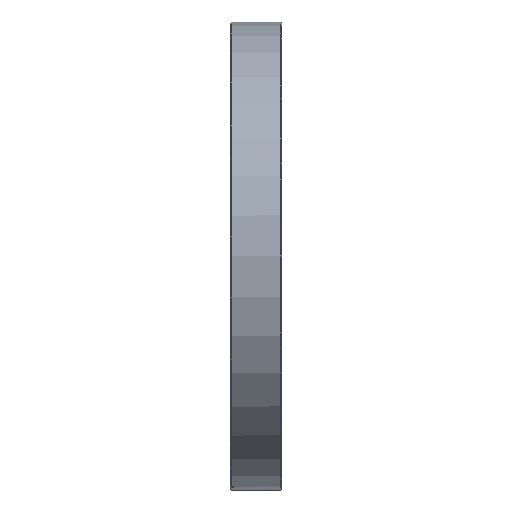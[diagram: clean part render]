
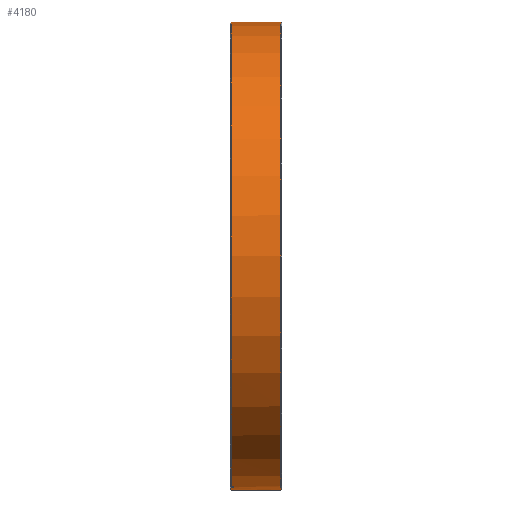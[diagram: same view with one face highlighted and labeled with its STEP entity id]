
A CAD part, left-side view. The second image highlights one B-rep face of the part: STEP entity #4180.
In plain terms, the highlighted cylindrical face has radius 101.2 mm (diameter 202.4 mm), a partial arc.
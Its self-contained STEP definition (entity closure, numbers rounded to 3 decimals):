
#66 = CARTESIAN_POINT ( 'NONE',  ( 0., -15.022, 0. ) ) ;
#83 = DIRECTION ( 'NONE',  ( 0., 0., -1. ) ) ;
#121 = DIRECTION ( 'NONE',  ( 0., -1., 0. ) ) ;
#251 = CYLINDRICAL_SURFACE ( 'NONE', #2507, 101.2 ) ;
#292 = VECTOR ( 'NONE', #1867, 1000. ) ;
#313 = EDGE_LOOP ( 'NONE', ( #2129, #2294, #3282, #1072, #2573, #1570, #2422, #393 ) ) ;
#326 = LINE ( 'NONE', #3122, #3257 ) ;
#393 = ORIENTED_EDGE ( 'NONE', *, *, #829, .T. ) ;
#568 = LINE ( 'NONE', #2486, #2135 ) ;
#600 = EDGE_CURVE ( 'NONE', #3940, #3296, #3392, .T. ) ;
#715 = CARTESIAN_POINT ( 'NONE',  ( 0., 21.9, 101.2 ) ) ;
#751 = DIRECTION ( 'NONE',  ( 0., -1., 0. ) ) ;
#807 = EDGE_CURVE ( 'NONE', #3296, #2252, #2912, .T. ) ;
#829 = EDGE_CURVE ( 'NONE', #2360, #2769, #3544, .T. ) ;
#878 = VECTOR ( 'NONE', #751, 1000. ) ;
#1072 = ORIENTED_EDGE ( 'NONE', *, *, #2904, .F. ) ;
#1475 = CARTESIAN_POINT ( 'NONE',  ( -14.348, 21., -100.178 ) ) ;
#1570 = ORIENTED_EDGE ( 'NONE', *, *, #3333, .T. ) ;
#1574 = DIRECTION ( 'NONE',  ( 0., 0., 1. ) ) ;
#1579 = DIRECTION ( 'NONE',  ( 0., 0., -1. ) ) ;
#1611 = VERTEX_POINT ( 'NONE', #3514 ) ;
#1614 = DIRECTION ( 'NONE',  ( 0., 1., 0. ) ) ;
#1681 = AXIS2_PLACEMENT_3D ( 'NONE', #2934, #2247, #1579 ) ;
#1852 = DIRECTION ( 'NONE',  ( 0., 0., -1. ) ) ;
#1856 = DIRECTION ( 'NONE',  ( 0., -1., 0. ) ) ;
#1860 = CARTESIAN_POINT ( 'NONE',  ( 0., 21.9, 0. ) ) ;
#1867 = DIRECTION ( 'NONE',  ( 0., -1., 0. ) ) ;
#1876 = CARTESIAN_POINT ( 'NONE',  ( 0., -15.022, 101.2 ) ) ;
#2001 = CARTESIAN_POINT ( 'NONE',  ( -17.311, 21.9, -99.708 ) ) ;
#2129 = ORIENTED_EDGE ( 'NONE', *, *, #3340, .F. ) ;
#2135 = VECTOR ( 'NONE', #2492, 1000. ) ;
#2247 = DIRECTION ( 'NONE',  ( 0., -1., 0. ) ) ;
#2252 = VERTEX_POINT ( 'NONE', #4028 ) ;
#2294 = ORIENTED_EDGE ( 'NONE', *, *, #600, .T. ) ;
#2360 = VERTEX_POINT ( 'NONE', #3740 ) ;
#2422 = ORIENTED_EDGE ( 'NONE', *, *, #3053, .T. ) ;
#2486 = CARTESIAN_POINT ( 'NONE',  ( 0., -15.022, -101.2 ) ) ;
#2492 = DIRECTION ( 'NONE',  ( 0., -1., 0. ) ) ;
#2507 = AXIS2_PLACEMENT_3D ( 'NONE', #66, #121, #83 ) ;
#2573 = ORIENTED_EDGE ( 'NONE', *, *, #2702, .T. ) ;
#2603 = VERTEX_POINT ( 'NONE', #3299 ) ;
#2663 = AXIS2_PLACEMENT_3D ( 'NONE', #4097, #1614, #1574 ) ;
#2702 = EDGE_CURVE ( 'NONE', #3560, #1611, #326, .T. ) ;
#2732 = DIRECTION ( 'NONE',  ( 0., 0., 1. ) ) ;
#2735 = LINE ( 'NONE', #1876, #292 ) ;
#2736 = DIRECTION ( 'NONE',  ( 0., 1., 0. ) ) ;
#2737 = CARTESIAN_POINT ( 'NONE',  ( 0., 21., 0. ) ) ;
#2769 = VERTEX_POINT ( 'NONE', #2994 ) ;
#2839 = CARTESIAN_POINT ( 'NONE',  ( -17.311, -15.022, -99.708 ) ) ;
#2904 = EDGE_CURVE ( 'NONE', #3560, #2252, #3583, .T. ) ;
#2912 = LINE ( 'NONE', #2839, #878 ) ;
#2934 = CARTESIAN_POINT ( 'NONE',  ( 0., 21.9, 0. ) ) ;
#2994 = CARTESIAN_POINT ( 'NONE',  ( 0., 0.4, 101.2 ) ) ;
#3053 = EDGE_CURVE ( 'NONE', #2603, #2360, #568, .T. ) ;
#3119 = DIRECTION ( 'NONE',  ( 0., 1., 0. ) ) ;
#3122 = CARTESIAN_POINT ( 'NONE',  ( -14.348, -15.022, -100.178 ) ) ;
#3257 = VECTOR ( 'NONE', #3119, 1000. ) ;
#3282 = ORIENTED_EDGE ( 'NONE', *, *, #807, .T. ) ;
#3296 = VERTEX_POINT ( 'NONE', #2001 ) ;
#3299 = CARTESIAN_POINT ( 'NONE',  ( 0., 21.9, -101.2 ) ) ;
#3333 = EDGE_CURVE ( 'NONE', #1611, #2603, #3976, .T. ) ;
#3340 = EDGE_CURVE ( 'NONE', #3940, #2769, #2735, .T. ) ;
#3392 = CIRCLE ( 'NONE', #1681, 101.2 ) ;
#3419 = AXIS2_PLACEMENT_3D ( 'NONE', #1860, #1856, #1852 ) ;
#3514 = CARTESIAN_POINT ( 'NONE',  ( -14.348, 21.9, -100.178 ) ) ;
#3544 = CIRCLE ( 'NONE', #2663, 101.2 ) ;
#3560 = VERTEX_POINT ( 'NONE', #1475 ) ;
#3583 = CIRCLE ( 'NONE', #3965, 101.2 ) ;
#3725 = FACE_OUTER_BOUND ( 'NONE', #313, .T. ) ;
#3740 = CARTESIAN_POINT ( 'NONE',  ( 0., 0.4, -101.2 ) ) ;
#3940 = VERTEX_POINT ( 'NONE', #715 ) ;
#3965 = AXIS2_PLACEMENT_3D ( 'NONE', #2737, #2736, #2732 ) ;
#3976 = CIRCLE ( 'NONE', #3419, 101.2 ) ;
#4028 = CARTESIAN_POINT ( 'NONE',  ( -17.311, 21., -99.708 ) ) ;
#4097 = CARTESIAN_POINT ( 'NONE',  ( 0., 0.4, 0. ) ) ;
#4180 = ADVANCED_FACE ( 'NONE', ( #3725 ), #251, .T. ) ;
